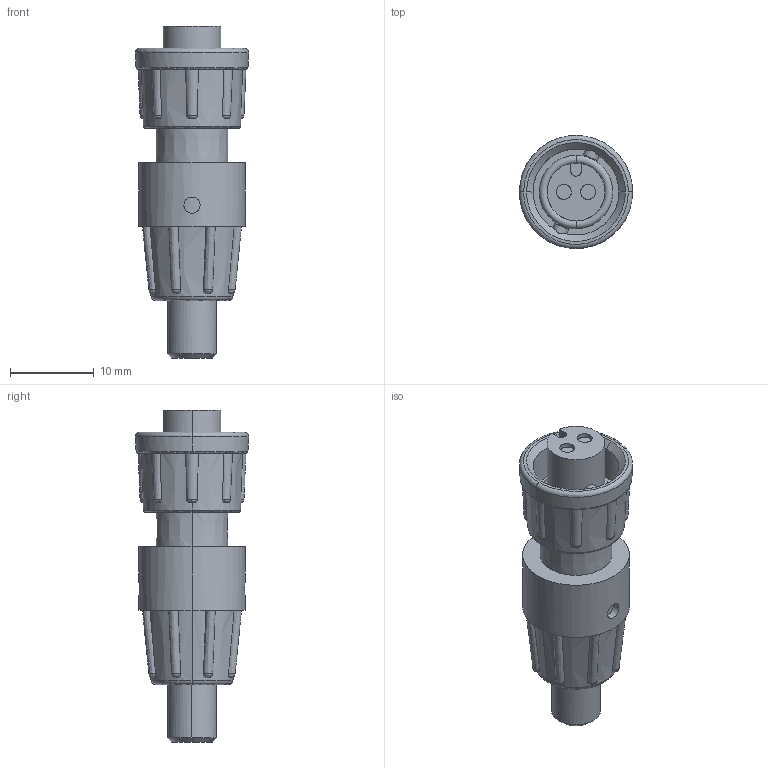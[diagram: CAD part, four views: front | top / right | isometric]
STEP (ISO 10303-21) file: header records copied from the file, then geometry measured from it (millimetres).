
FILE_DESCRIPTION (( 'STEP AP203' ), '1' );
FILE_NAME ('16280-2SG-3XX.STEP', '2018-01-03T14:35:12', ( '' ), ( '' ), 'SwSTEP 2.0', 'SolidWorks 2017', '' );
FILE_SCHEMA (( 'CONFIG_CONTROL_DESIGN' ));
Length unit declared in the file: inch
Products named in the file (1): 16280-2SG-3XX
Bounding box: 13.51 x 13.51 x 39.62 mm (x, y, z)
Volume: 2996.2 mm3; surface area: 2150.1 mm2
Topology: 1 solids, 1 shells, 148 faces, 442 edges, 305 vertices
Faces by surface type: plane 50, torus 27, cylinder 24, bspline 24, cone 23
Entity records: 11671 total; most frequent: CARTESIAN_POINT 8106, ORIENTED_EDGE 884, DIRECTION 524, EDGE_CURVE 442, VERTEX_POINT 305, B_SPLINE_CURVE_WITH_KNOTS 276, AXIS2_PLACEMENT_3D 233, EDGE_LOOP 157
